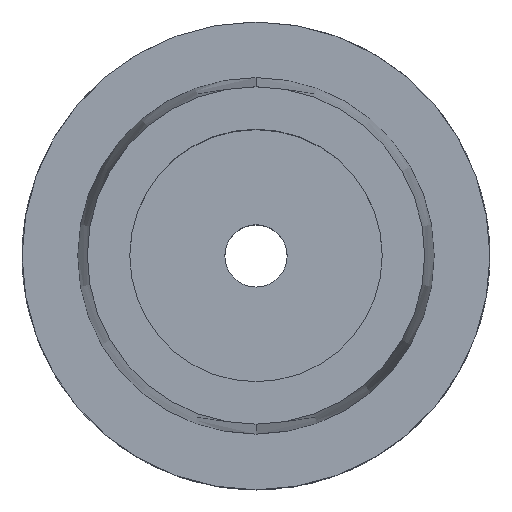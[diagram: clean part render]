
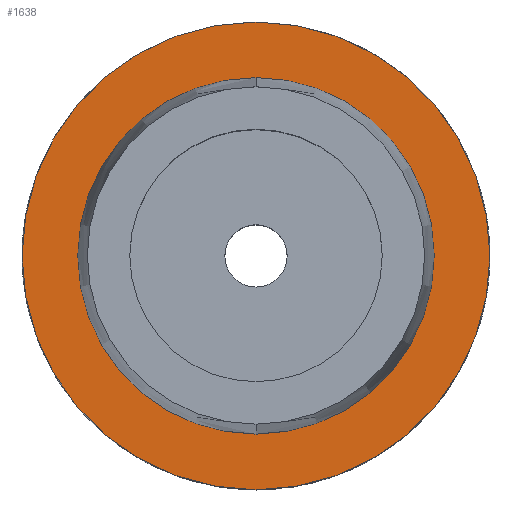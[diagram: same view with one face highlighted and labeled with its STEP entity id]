
A CAD part, top view. The second image highlights one B-rep face of the part: STEP entity #1638.
In plain terms, the highlighted planar face has unit normal (0, 0, 1).
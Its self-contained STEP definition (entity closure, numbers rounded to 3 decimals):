
#211=CARTESIAN_POINT('',(0.,0.,0.));
#212=DIRECTION('',(0.,0.,-1.));
#213=DIRECTION('',(0.,1.,0.));
#214=AXIS2_PLACEMENT_3D('',#211,#212,#213);
#233=CARTESIAN_POINT('',(0.,0.,0.));
#234=DIRECTION('',(0.,0.,1.));
#235=DIRECTION('',(0.,1.,0.));
#236=AXIS2_PLACEMENT_3D('',#233,#234,#235);
#241=CARTESIAN_POINT('',(0.,0.,0.));
#242=DIRECTION('',(0.,0.,-1.));
#243=DIRECTION('',(0.,1.,0.));
#244=AXIS2_PLACEMENT_3D('',#241,#242,#243);
#249=CARTESIAN_POINT('',(0.,0.,0.));
#250=DIRECTION('',(0.,0.,1.));
#251=DIRECTION('',(0.,1.,0.));
#252=AXIS2_PLACEMENT_3D('',#249,#250,#251);
#1246=CARTESIAN_POINT('',(0.,31.5,0.));
#1248=VERTEX_POINT('',#1246);
#1249=CARTESIAN_POINT('',(0.,24.005,0.));
#1251=VERTEX_POINT('',#1249);
#1254=CARTESIAN_POINT('',(0.,-31.5,0.));
#1256=VERTEX_POINT('',#1254);
#1257=CARTESIAN_POINT('',(0.,-24.005,0.));
#1259=VERTEX_POINT('',#1257);
#1623=CARTESIAN_POINT('',(0.,0.,0.));
#1624=DIRECTION('',(0.,0.,-1.));
#1625=DIRECTION('',(0.,-1.,0.));
#1626=AXIS2_PLACEMENT_3D('',#1623,#1624,#1625);
#1627=PLANE('',#1626);
#1629=ORIENTED_EDGE('',*,*,#1628,.T.);
#1631=ORIENTED_EDGE('',*,*,#1630,.F.);
#1632=EDGE_LOOP('',(#1629,#1631));
#1633=FACE_OUTER_BOUND('',#1632,.F.);
#1634=ORIENTED_EDGE('',*,*,#1618,.T.);
#1635=ORIENTED_EDGE('',*,*,#1602,.F.);
#1636=EDGE_LOOP('',(#1634,#1635));
#1637=FACE_BOUND('',#1636,.F.);
#215=CIRCLE('',#214,24.005);
#237=CIRCLE('',#236,24.005);
#245=CIRCLE('',#244,31.5);
#253=CIRCLE('',#252,31.5);
#1602=EDGE_CURVE('',#1251,#1259,#215,.T.);
#1618=EDGE_CURVE('',#1251,#1259,#237,.T.);
#1628=EDGE_CURVE('',#1248,#1256,#245,.T.);
#1630=EDGE_CURVE('',#1248,#1256,#253,.T.);
#1638=ADVANCED_FACE('',(#1633,#1637),#1627,.F.);
